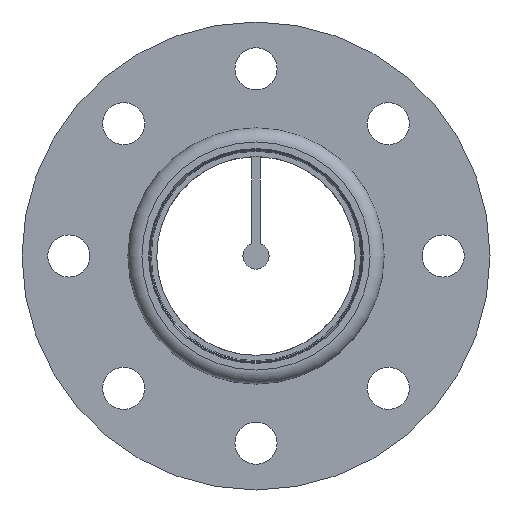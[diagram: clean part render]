
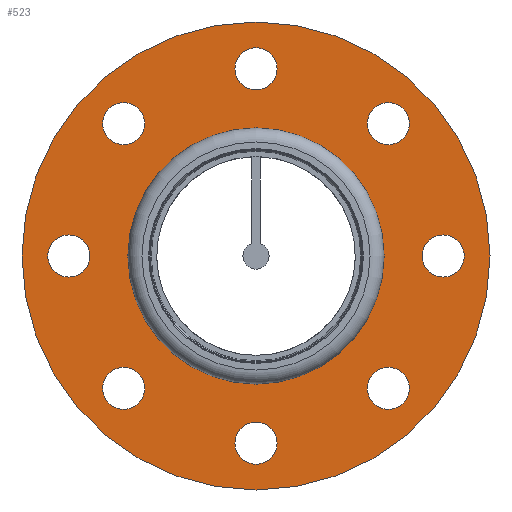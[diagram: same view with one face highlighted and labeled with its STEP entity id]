
A CAD part, left-side view. The second image highlights one B-rep face of the part: STEP entity #523.
In plain terms, the highlighted planar face has unit normal (-1, 0, 0).
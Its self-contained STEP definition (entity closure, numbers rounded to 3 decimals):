
#47=PLANE($,#583);
#68=FACE_BOUND($,#160,.T.);
#69=FACE_BOUND($,#161,.T.);
#70=FACE_BOUND($,#162,.T.);
#71=FACE_BOUND($,#163,.T.);
#72=FACE_BOUND($,#164,.T.);
#73=FACE_BOUND($,#165,.T.);
#74=FACE_BOUND($,#166,.T.);
#75=FACE_BOUND($,#167,.T.);
#76=FACE_BOUND($,#168,.T.);
#77=FACE_BOUND($,#169,.T.);
#160=EDGE_LOOP($,(#380));
#161=EDGE_LOOP($,(#381));
#162=EDGE_LOOP($,(#382));
#163=EDGE_LOOP($,(#383));
#164=EDGE_LOOP($,(#384));
#165=EDGE_LOOP($,(#385));
#166=EDGE_LOOP($,(#386));
#167=EDGE_LOOP($,(#387));
#168=EDGE_LOOP($,(#388));
#169=EDGE_LOOP($,(#389));
#220=CIRCLE($,#553,44.65);
#223=CIRCLE($,#558,9.);
#225=CIRCLE($,#561,9.);
#227=CIRCLE($,#564,9.);
#229=CIRCLE($,#567,9.);
#231=CIRCLE($,#570,9.);
#233=CIRCLE($,#573,9.);
#235=CIRCLE($,#576,9.);
#237=CIRCLE($,#579,9.);
#240=CIRCLE($,#584,100.);
#262=VERTEX_POINT($,#807);
#265=VERTEX_POINT($,#815);
#267=VERTEX_POINT($,#820);
#269=VERTEX_POINT($,#825);
#271=VERTEX_POINT($,#830);
#273=VERTEX_POINT($,#835);
#275=VERTEX_POINT($,#840);
#277=VERTEX_POINT($,#845);
#279=VERTEX_POINT($,#850);
#282=VERTEX_POINT($,#858);
#308=EDGE_CURVE($,#262,#262,#220,.T.);
#311=EDGE_CURVE($,#265,#265,#223,.T.);
#313=EDGE_CURVE($,#267,#267,#225,.T.);
#315=EDGE_CURVE($,#269,#269,#227,.T.);
#317=EDGE_CURVE($,#271,#271,#229,.T.);
#319=EDGE_CURVE($,#273,#273,#231,.T.);
#321=EDGE_CURVE($,#275,#275,#233,.T.);
#323=EDGE_CURVE($,#277,#277,#235,.T.);
#325=EDGE_CURVE($,#279,#279,#237,.T.);
#328=EDGE_CURVE($,#282,#282,#240,.T.);
#380=ORIENTED_EDGE($,*,*,#308,.T.);
#381=ORIENTED_EDGE($,*,*,#311,.T.);
#382=ORIENTED_EDGE($,*,*,#313,.T.);
#383=ORIENTED_EDGE($,*,*,#315,.T.);
#384=ORIENTED_EDGE($,*,*,#317,.T.);
#385=ORIENTED_EDGE($,*,*,#319,.T.);
#386=ORIENTED_EDGE($,*,*,#321,.T.);
#387=ORIENTED_EDGE($,*,*,#323,.T.);
#388=ORIENTED_EDGE($,*,*,#325,.T.);
#389=ORIENTED_EDGE($,*,*,#328,.F.);
#523=ADVANCED_FACE($,(#68,#69,#70,#71,#72,#73,#74,#75,#76,#77),#47,.T.);
#553=AXIS2_PLACEMENT_3D($,#808,#637,#638);
#558=AXIS2_PLACEMENT_3D($,#816,#647,#648);
#561=AXIS2_PLACEMENT_3D($,#821,#653,#654);
#564=AXIS2_PLACEMENT_3D($,#826,#659,#660);
#567=AXIS2_PLACEMENT_3D($,#831,#665,#666);
#570=AXIS2_PLACEMENT_3D($,#836,#671,#672);
#573=AXIS2_PLACEMENT_3D($,#841,#677,#678);
#576=AXIS2_PLACEMENT_3D($,#846,#683,#684);
#579=AXIS2_PLACEMENT_3D($,#851,#689,#690);
#583=AXIS2_PLACEMENT_3D($,#857,#697,#698);
#584=AXIS2_PLACEMENT_3D($,#859,#699,#700);
#637=DIRECTION('center_axis',(1.,0.,0.));
#638=DIRECTION('ref_axis',(0.,-1.,0.));
#647=DIRECTION('center_axis',(1.,0.,0.));
#648=DIRECTION('ref_axis',(0.,0.707,0.707));
#653=DIRECTION('center_axis',(1.,0.,0.));
#654=DIRECTION('ref_axis',(0.,1.,0.));
#659=DIRECTION('center_axis',(1.,0.,0.));
#660=DIRECTION('ref_axis',(0.,0.707,-0.707));
#665=DIRECTION('center_axis',(1.,0.,0.));
#666=DIRECTION('ref_axis',(0.,0.,-1.));
#671=DIRECTION('center_axis',(1.,0.,0.));
#672=DIRECTION('ref_axis',(0.,-0.707,-0.707));
#677=DIRECTION('center_axis',(1.,0.,0.));
#678=DIRECTION('ref_axis',(0.,-1.,0.));
#683=DIRECTION('center_axis',(1.,0.,0.));
#684=DIRECTION('ref_axis',(0.,-0.707,0.707));
#689=DIRECTION('center_axis',(1.,0.,0.));
#690=DIRECTION('ref_axis',(0.,0.,1.));
#697=DIRECTION('center_axis',(-1.,0.,0.));
#698=DIRECTION('ref_axis',(0.,0.,1.));
#699=DIRECTION('center_axis',(1.,0.,0.));
#700=DIRECTION('ref_axis',(0.,1.,0.));
#807=CARTESIAN_POINT('',(0.,-44.65,0.));
#808=CARTESIAN_POINT('Origin',(0.,0.,
0.));
#815=CARTESIAN_POINT('',(0.,50.205,-62.933));
#816=CARTESIAN_POINT('Origin',(0.,56.569,
-56.569));
#820=CARTESIAN_POINT('',(0.,-9.,-80.));
#821=CARTESIAN_POINT('Origin',(0.,0.,
-80.));
#825=CARTESIAN_POINT('',(0.,-62.933,-50.205));
#826=CARTESIAN_POINT('Origin',(0.,-56.569,
-56.569));
#830=CARTESIAN_POINT('',(0.,-80.,9.));
#831=CARTESIAN_POINT('Origin',(0.,-80.,0.));
#835=CARTESIAN_POINT('',(0.,-50.205,62.933));
#836=CARTESIAN_POINT('Origin',(0.,-56.569,
56.569));
#840=CARTESIAN_POINT('',(0.,9.,80.));
#841=CARTESIAN_POINT('Origin',(0.,0.,80.));
#845=CARTESIAN_POINT('',(0.,62.933,50.205));
#846=CARTESIAN_POINT('Origin',(0.,56.569,
56.569));
#850=CARTESIAN_POINT('',(0.,80.,-9.));
#851=CARTESIAN_POINT('Origin',(0.,80.,0.));
#857=CARTESIAN_POINT('Origin',(0.,50.,0.));
#858=CARTESIAN_POINT('',(0.,100.,0.));
#859=CARTESIAN_POINT('Origin',(0.,0.,
0.));
